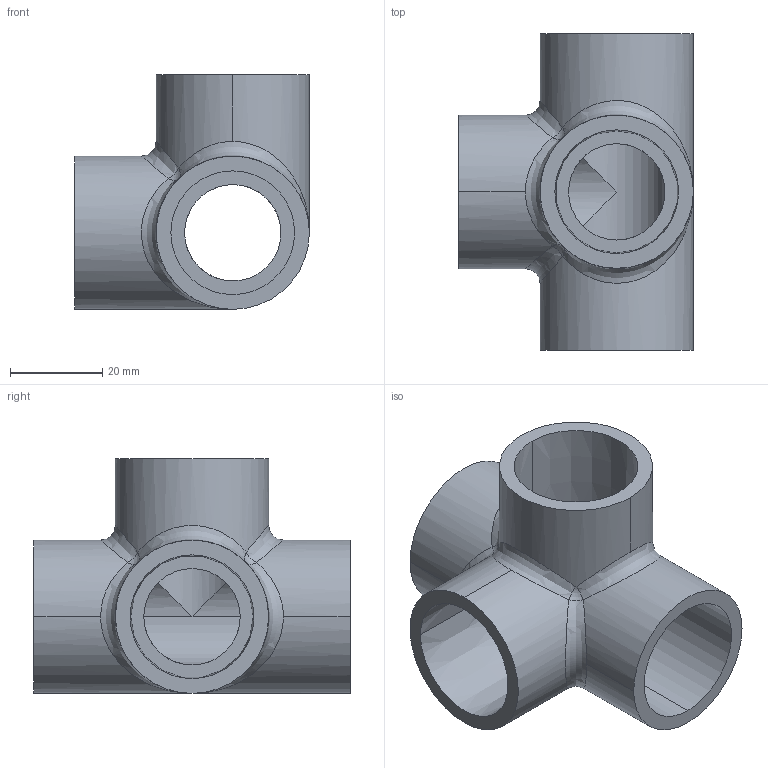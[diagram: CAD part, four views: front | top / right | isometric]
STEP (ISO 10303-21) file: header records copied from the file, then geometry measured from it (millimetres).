
FILE_DESCRIPTION (( 'STEP AP214' ), '1' );
FILE_NAME ('am-4281_4_Black 4-Way Tee Black.STEP', '2020-09-09T19:30:25', ( '' ), ( '' ), 'SwSTEP 2.0', 'SolidWorks 2019', '' );
FILE_SCHEMA (( 'AUTOMOTIVE_DESIGN' ));
Length unit declared in the file: inch
Products named in the file (1): am-4281_4_Black 4-Way Tee Black
Bounding box: 50.98 x 68.68 x 50.98 mm (x, y, z)
Volume: 35715 mm3; surface area: 20443.8 mm2
Topology: 1 solids, 1 shells, 38 faces, 93 edges, 55 vertices
Faces by surface type: cylinder 18, plane 8, bspline 6, cone 4, sphere 2
Entity records: 1619 total; most frequent: CARTESIAN_POINT 766, ORIENTED_EDGE 178, DIRECTION 166, EDGE_CURVE 89, AXIS2_PLACEMENT_3D 71, VERTEX_POINT 55, EDGE_LOOP 46, ADVANCED_FACE 38
